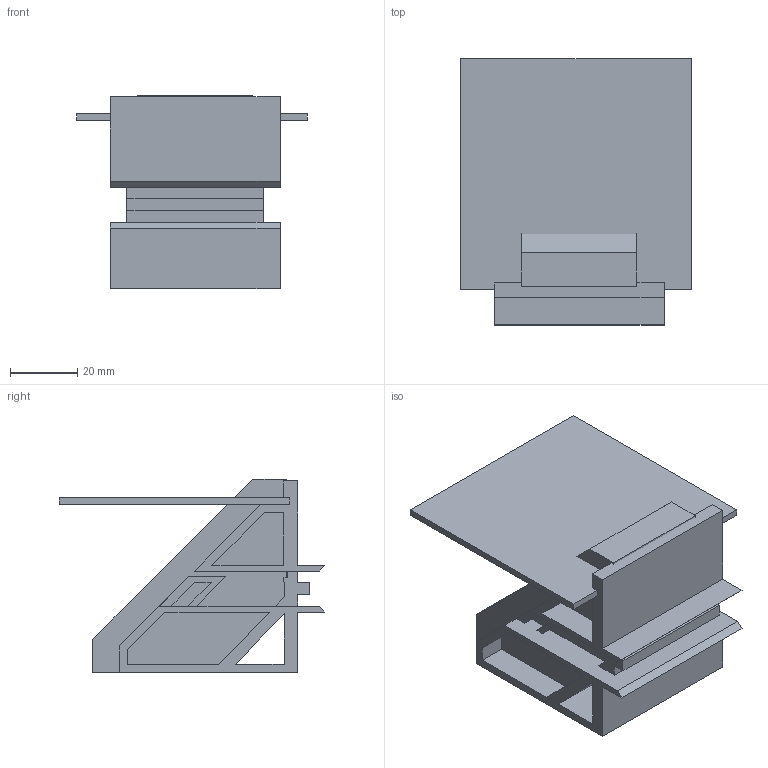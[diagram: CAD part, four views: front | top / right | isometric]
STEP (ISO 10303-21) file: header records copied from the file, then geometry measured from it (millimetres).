
FILE_DESCRIPTION (( 'STEP AP214' ), '1' );
FILE_NAME ('multi_target_adapter.STEP', '2025-05-21T05:44:26', ( '' ), ( '' ), 'SwSTEP 2.0', 'SolidWorks 2023', '' );
FILE_SCHEMA (( 'AUTOMOTIVE_DESIGN' ));
Length unit declared in the file: millimetre
Products named in the file (4): Mock_depth_target; multi_target_adapter; Test_Targets_Adapter; Mock_USAF_1951_resolution
Assembly tree (3 placements, depth 2):
  multi_target_adapter
    Test_Targets_Adapter
    Mock_depth_target
    Mock_USAF_1951_resolution
Bounding box: 68.6 x 79 x 57.5 mm (x, y, z)
Volume: 100478.1 mm3; surface area: 39583.6 mm2
Topology: 3 solids, 3 shells, 87 faces, 252 edges, 168 vertices
Faces by surface type: plane 87
Entity records: 2955 total; most frequent: CARTESIAN_POINT 513, ORIENTED_EDGE 504, DIRECTION 438, VECTOR 252, EDGE_CURVE 252, LINE 252, VERTEX_POINT 168, EDGE_LOOP 98
